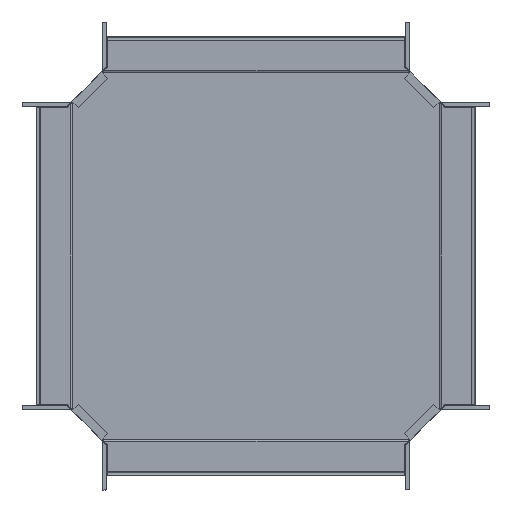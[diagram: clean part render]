
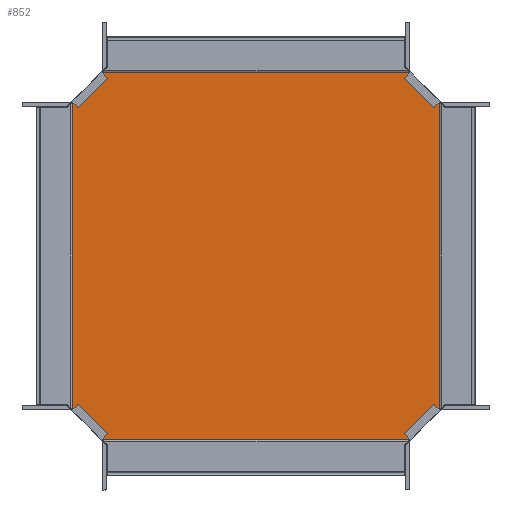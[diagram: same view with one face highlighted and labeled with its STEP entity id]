
A CAD part, front view. The second image highlights one B-rep face of the part: STEP entity #852.
In plain terms, the highlighted planar face has unit normal (0, -1, 0).
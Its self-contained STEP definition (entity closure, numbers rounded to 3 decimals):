
#32 = EDGE_CURVE ( 'NONE', #453, #804, #5839, .T. ) ;
#143 = LINE ( 'NONE', #3786, #1017 ) ;
#193 = EDGE_CURVE ( 'NONE', #4757, #964, #3415, .T. ) ;
#418 = AXIS2_PLACEMENT_3D ( 'NONE', #3040, #4887, #5429 ) ;
#453 = VERTEX_POINT ( 'NONE', #2765 ) ;
#505 = CARTESIAN_POINT ( 'NONE',  ( 0., -1., -295.719 ) ) ;
#569 = VECTOR ( 'NONE', #2367, 1000. ) ;
#647 = DIRECTION ( 'NONE',  ( 0.707, 0., -0.707 ) ) ;
#656 = DIRECTION ( 'NONE',  ( -0.707, 0., 0.707 ) ) ;
#787 = LINE ( 'NONE', #3735, #5934 ) ;
#804 = VERTEX_POINT ( 'NONE', #2118 ) ;
#852 = ADVANCED_FACE ( 'NONE', ( #5368 ), #2635, .T. ) ;
#964 = VERTEX_POINT ( 'NONE', #5548 ) ;
#1017 = VECTOR ( 'NONE', #4846, 1000. ) ;
#1031 = VERTEX_POINT ( 'NONE', #4796 ) ;
#1400 = ORIENTED_EDGE ( 'NONE', *, *, #2242, .F. ) ;
#1434 = VECTOR ( 'NONE', #4751, 1000. ) ;
#1459 = EDGE_CURVE ( 'NONE', #1031, #1946, #4594, .T. ) ;
#1691 = VECTOR ( 'NONE', #3746, 1000. ) ;
#1729 = DIRECTION ( 'NONE',  ( 0., 0., -1. ) ) ;
#1739 = CARTESIAN_POINT ( 'NONE',  ( -295.719, -1., 247.604 ) ) ;
#1946 = VERTEX_POINT ( 'NONE', #2623 ) ;
#2040 = EDGE_LOOP ( 'NONE', ( #3698, #3607, #3769, #3693, #1400, #2669, #5933, #4063 ) ) ;
#2118 = CARTESIAN_POINT ( 'NONE',  ( 295.719, -1., -247.604 ) ) ;
#2242 = EDGE_CURVE ( 'NONE', #1946, #4962, #4440, .T. ) ;
#2367 = DIRECTION ( 'NONE',  ( 0., 0., -1. ) ) ;
#2515 = LINE ( 'NONE', #3892, #3111 ) ;
#2623 = CARTESIAN_POINT ( 'NONE',  ( -247.604, -1., -295.719 ) ) ;
#2635 = PLANE ( 'NONE',  #418 ) ;
#2666 = DIRECTION ( 'NONE',  ( -0.707, 0., -0.707 ) ) ;
#2669 = ORIENTED_EDGE ( 'NONE', *, *, #1459, .F. ) ;
#2765 = CARTESIAN_POINT ( 'NONE',  ( 295.719, -1., 247.604 ) ) ;
#3040 = CARTESIAN_POINT ( 'NONE',  ( 0., -1., 0. ) ) ;
#3111 = VECTOR ( 'NONE', #647, 1000. ) ;
#3167 = VECTOR ( 'NONE', #656, 1000. ) ;
#3185 = EDGE_CURVE ( 'NONE', #1031, #804, #143, .T. ) ;
#3198 = VECTOR ( 'NONE', #1729, 1000. ) ;
#3199 = CARTESIAN_POINT ( 'NONE',  ( 247.604, -1., 295.719 ) ) ;
#3415 = LINE ( 'NONE', #3476, #1434 ) ;
#3476 = CARTESIAN_POINT ( 'NONE',  ( 0., -1., 295.719 ) ) ;
#3597 = CARTESIAN_POINT ( 'NONE',  ( 295.719, -1., 0. ) ) ;
#3607 = ORIENTED_EDGE ( 'NONE', *, *, #193, .T. ) ;
#3693 = ORIENTED_EDGE ( 'NONE', *, *, #5701, .T. ) ;
#3698 = ORIENTED_EDGE ( 'NONE', *, *, #5791, .F. ) ;
#3735 = CARTESIAN_POINT ( 'NONE',  ( -239.75, -1., 303.573 ) ) ;
#3746 = DIRECTION ( 'NONE',  ( -1., 0., 0. ) ) ;
#3769 = ORIENTED_EDGE ( 'NONE', *, *, #5029, .T. ) ;
#3786 = CARTESIAN_POINT ( 'NONE',  ( 239.75, -1., -303.573 ) ) ;
#3833 = CARTESIAN_POINT ( 'NONE',  ( -295.719, -1., 0. ) ) ;
#3892 = CARTESIAN_POINT ( 'NONE',  ( 239.75, -1., 303.573 ) ) ;
#4063 = ORIENTED_EDGE ( 'NONE', *, *, #32, .F. ) ;
#4379 = CARTESIAN_POINT ( 'NONE',  ( -239.75, -1., -303.573 ) ) ;
#4440 = LINE ( 'NONE', #4379, #3167 ) ;
#4506 = VERTEX_POINT ( 'NONE', #1739 ) ;
#4594 = LINE ( 'NONE', #505, #1691 ) ;
#4715 = LINE ( 'NONE', #3833, #569 ) ;
#4751 = DIRECTION ( 'NONE',  ( -1., 0., 0. ) ) ;
#4757 = VERTEX_POINT ( 'NONE', #3199 ) ;
#4796 = CARTESIAN_POINT ( 'NONE',  ( 247.604, -1., -295.719 ) ) ;
#4846 = DIRECTION ( 'NONE',  ( 0.707, 0., 0.707 ) ) ;
#4887 = DIRECTION ( 'NONE',  ( 0., -1., 0. ) ) ;
#4962 = VERTEX_POINT ( 'NONE', #5431 ) ;
#5029 = EDGE_CURVE ( 'NONE', #964, #4506, #787, .T. ) ;
#5368 = FACE_OUTER_BOUND ( 'NONE', #2040, .T. ) ;
#5429 = DIRECTION ( 'NONE',  ( 0., 0., -1. ) ) ;
#5431 = CARTESIAN_POINT ( 'NONE',  ( -295.719, -1., -247.604 ) ) ;
#5548 = CARTESIAN_POINT ( 'NONE',  ( -247.604, -1., 295.719 ) ) ;
#5701 = EDGE_CURVE ( 'NONE', #4506, #4962, #4715, .T. ) ;
#5791 = EDGE_CURVE ( 'NONE', #4757, #453, #2515, .T. ) ;
#5839 = LINE ( 'NONE', #3597, #3198 ) ;
#5933 = ORIENTED_EDGE ( 'NONE', *, *, #3185, .T. ) ;
#5934 = VECTOR ( 'NONE', #2666, 1000. ) ;
